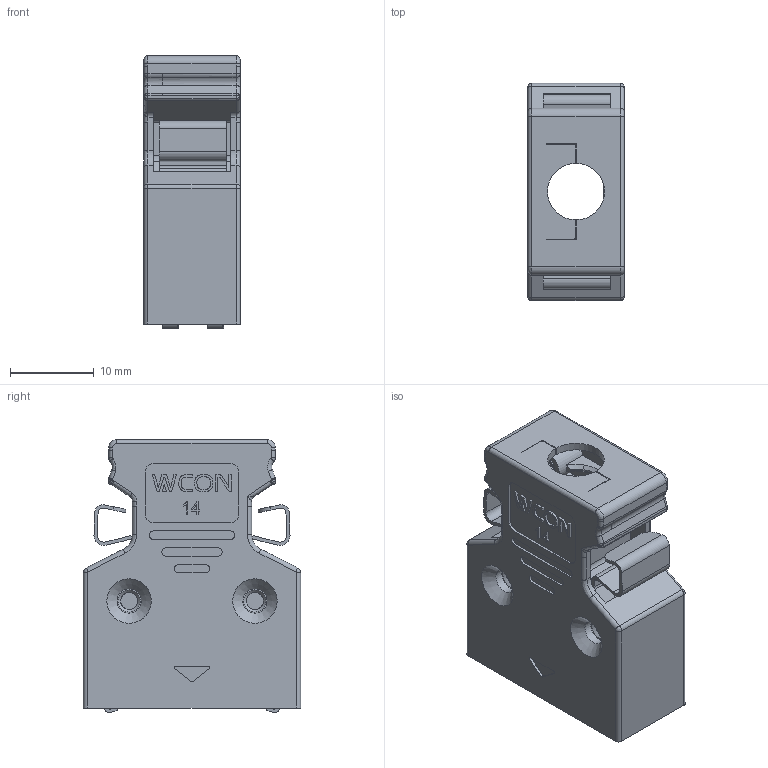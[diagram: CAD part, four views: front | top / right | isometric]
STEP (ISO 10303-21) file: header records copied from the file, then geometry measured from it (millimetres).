
FILE_DESCRIPTION( ('This file contains a STEP AP42 implementation' ,'as created by ZW3D STEP Interface translator.') ,'2;1' );
FILE_NAME( '6328M-014S00M001W.stp' ,'2311 7.114530', (''), ('ZWCAD Software Co.'), 'Version 1.0', 'ZW3D to STEP translator', '' );
FILE_SCHEMA(('AUTOMOTIVE_DESIGN { 1 0 10303 214 1 1 1 1 }'));
Length unit declared in the file: millimetre
Products named in the file (2): 0; 180-14PIN
Bounding box: 11.5 x 25.9 x 32.53 mm (x, y, z)
Volume: 3056.2 mm3; surface area: 6665 mm2
Topology: 1 solids, 1 shells, 878 faces, 2395 edges, 1541 vertices
Faces by surface type: plane 443, cylinder 284, bspline 133, cone 18
Full cylindrical faces by diameter (mm): 1.6 x2, 2.05 x50, 2.9 x2, 4 x2
Entity records: 33723 total; most frequent: CARTESIAN_POINT 11178, ORIENTED_EDGE 4778, DIRECTION 4252, EDGE_CURVE 2389, VECTOR 1568, LINE 1568, VERTEX_POINT 1541, AXIS2_PLACEMENT_3D 1342
